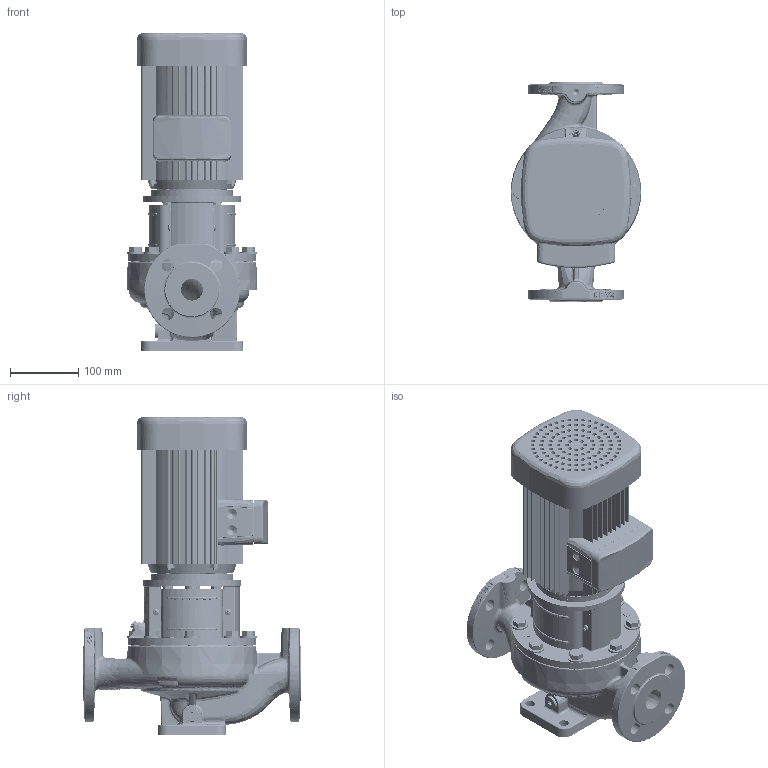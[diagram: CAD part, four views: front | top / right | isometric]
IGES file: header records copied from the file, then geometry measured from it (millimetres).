
Global section: file name: 015P2247 (RV 32-2002); native system: AutoCAD 2021 — Русский (Russian),62HAutod; preprocessor: esk Translation Framework DWG producer (atf_dwg_producer); organization: unknown; date: 20240430.210102; units: millimetre
Bounding box: 190.79 x 320 x 465.3 mm (x, y, z)
Volume: 4730901.8 mm3; surface area: 885715.1 mm2
Topology: 36 solids, 36 shells, 3806 faces, 53901 edges, 52380 vertices
Faces by surface type: bspline 3371, revolution 435
